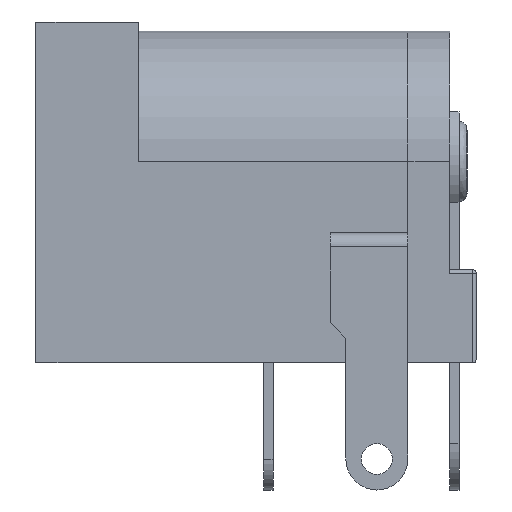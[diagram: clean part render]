
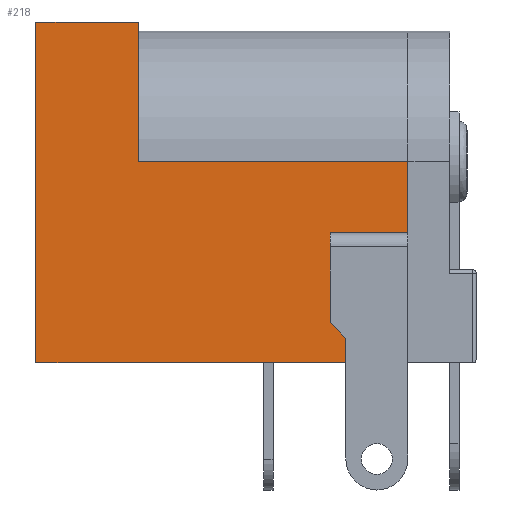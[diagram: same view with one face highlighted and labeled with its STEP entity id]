
A CAD part, front view. The second image highlights one B-rep face of the part: STEP entity #218.
In plain terms, the highlighted planar face has unit normal (0, -1, 0).
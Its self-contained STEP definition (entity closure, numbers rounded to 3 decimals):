
#60 = VERTEX_POINT('',#61);
#61 = CARTESIAN_POINT('',(-13.5,-4.5,11.5));
#69 = EDGE_CURVE('',#60,#70,#72,.T.);
#70 = VERTEX_POINT('',#71);
#71 = CARTESIAN_POINT('',(-10.2,-4.5,11.5));
#72 = LINE('',#73,#74);
#73 = CARTESIAN_POINT('',(-13.5,-4.5,11.5));
#74 = VECTOR('',#75,1.);
#75 = DIRECTION('',(1.,0.,0.));
#100 = EDGE_CURVE('',#101,#60,#103,.T.);
#101 = VERTEX_POINT('',#102);
#102 = CARTESIAN_POINT('',(-13.5,-4.5,0.5));
#103 = LINE('',#104,#105);
#104 = CARTESIAN_POINT('',(-13.5,-4.5,0.5));
#105 = VECTOR('',#106,1.);
#106 = DIRECTION('',(0.,0.,1.));
#181 = EDGE_CURVE('',#182,#70,#184,.T.);
#182 = VERTEX_POINT('',#183);
#183 = CARTESIAN_POINT('',(-10.2,-4.5,7.));
#184 = LINE('',#185,#186);
#185 = CARTESIAN_POINT('',(-10.2,-4.5,5.293));
#186 = VECTOR('',#187,1.);
#187 = DIRECTION('',(0.,0.,1.));
#218 = ADVANCED_FACE('',(#219),#278,.T.);
#219 = FACE_BOUND('',#220,.T.);
#220 = EDGE_LOOP('',(#221,#222,#230,#238,#246,#254,#262,#270,#276,#277)
  );
#221 = ORIENTED_EDGE('',*,*,#100,.F.);
#222 = ORIENTED_EDGE('',*,*,#223,.T.);
#223 = EDGE_CURVE('',#101,#224,#226,.T.);
#224 = VERTEX_POINT('',#225);
#225 = CARTESIAN_POINT('',(-1.5,-4.5,0.5));
#226 = LINE('',#227,#228);
#227 = CARTESIAN_POINT('',(-13.5,-4.5,0.5));
#228 = VECTOR('',#229,1.);
#229 = DIRECTION('',(1.,0.,0.));
#230 = ORIENTED_EDGE('',*,*,#231,.T.);
#231 = EDGE_CURVE('',#224,#232,#234,.T.);
#232 = VERTEX_POINT('',#233);
#233 = CARTESIAN_POINT('',(-1.5,-4.5,4.4));
#234 = LINE('',#235,#236);
#235 = CARTESIAN_POINT('',(-1.5,-4.5,0.5));
#236 = VECTOR('',#237,1.);
#237 = DIRECTION('',(0.,0.,1.));
#238 = ORIENTED_EDGE('',*,*,#239,.T.);
#239 = EDGE_CURVE('',#232,#240,#242,.T.);
#240 = VERTEX_POINT('',#241);
#241 = CARTESIAN_POINT('',(-4.,-4.5,4.4));
#242 = LINE('',#243,#244);
#243 = CARTESIAN_POINT('',(-6.75,-4.5,4.4));
#244 = VECTOR('',#245,1.);
#245 = DIRECTION('',(-1.,0.,0.));
#246 = ORIENTED_EDGE('',*,*,#247,.T.);
#247 = EDGE_CURVE('',#240,#248,#250,.T.);
#248 = VERTEX_POINT('',#249);
#249 = CARTESIAN_POINT('',(-4.,-4.5,4.7));
#250 = LINE('',#251,#252);
#251 = CARTESIAN_POINT('',(-4.,-4.5,2.525));
#252 = VECTOR('',#253,1.);
#253 = DIRECTION('',(0.,0.,1.));
#254 = ORIENTED_EDGE('',*,*,#255,.T.);
#255 = EDGE_CURVE('',#248,#256,#258,.T.);
#256 = VERTEX_POINT('',#257);
#257 = CARTESIAN_POINT('',(-1.5,-4.5,4.7));
#258 = LINE('',#259,#260);
#259 = CARTESIAN_POINT('',(-6.75,-4.5,4.7));
#260 = VECTOR('',#261,1.);
#261 = DIRECTION('',(1.,0.,0.));
#262 = ORIENTED_EDGE('',*,*,#263,.T.);
#263 = EDGE_CURVE('',#256,#264,#266,.T.);
#264 = VERTEX_POINT('',#265);
#265 = CARTESIAN_POINT('',(-1.5,-4.5,7.));
#266 = LINE('',#267,#268);
#267 = CARTESIAN_POINT('',(-1.5,-4.5,0.5));
#268 = VECTOR('',#269,1.);
#269 = DIRECTION('',(0.,0.,1.));
#270 = ORIENTED_EDGE('',*,*,#271,.T.);
#271 = EDGE_CURVE('',#264,#182,#272,.T.);
#272 = LINE('',#273,#274);
#273 = CARTESIAN_POINT('',(-11.85,-4.5,7.));
#274 = VECTOR('',#275,1.);
#275 = DIRECTION('',(-1.,0.,0.));
#276 = ORIENTED_EDGE('',*,*,#181,.T.);
#277 = ORIENTED_EDGE('',*,*,#69,.F.);
#278 = PLANE('',#279);
#279 = AXIS2_PLACEMENT_3D('',#280,#281,#282);
#280 = CARTESIAN_POINT('',(-13.5,-4.5,0.5));
#281 = DIRECTION('',(0.,-1.,0.));
#282 = DIRECTION('',(0.,0.,1.));
